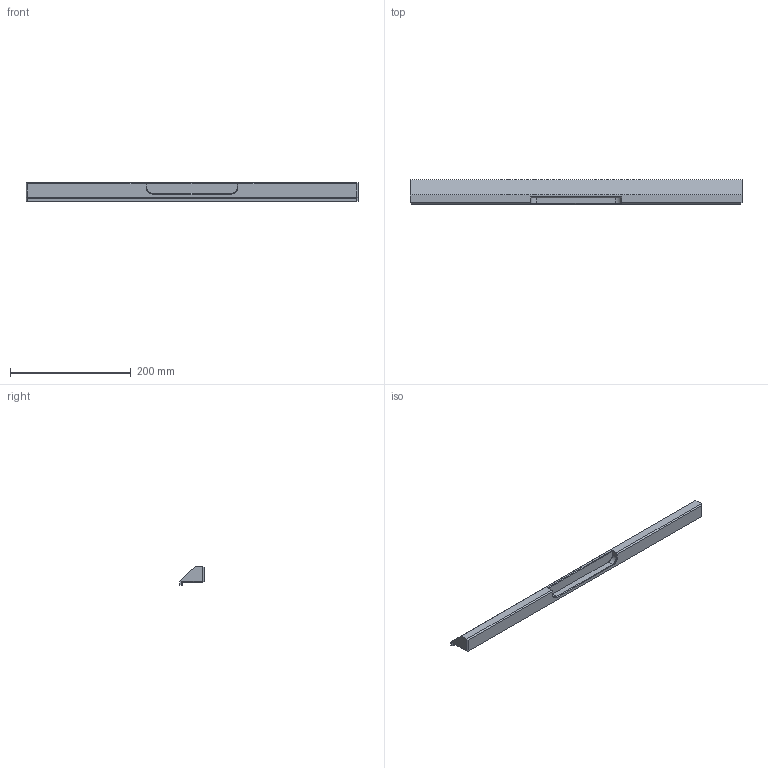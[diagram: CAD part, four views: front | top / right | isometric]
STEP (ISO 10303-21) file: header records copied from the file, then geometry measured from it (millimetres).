
FILE_DESCRIPTION(/* description */ ('AP-214 File'),/* implementation_level */ '2;1');
FILE_NAME(/* name */ 'TEFLON2',/* time_stamp */ '2020-05-30T18:29:16+02:00',/* author */ (''),/* organization */ (''),/* preprocessor_version */ 'ST-DEVELOPER v9',/* originating_system */ 'Delcam Exchange5.8.1002',/* authorisation */ '');
FILE_SCHEMA (('AUTOMOTIVE_DESIGN_CC2'));
Bounding box: 550 x 40 x 31.2 mm (x, y, z)
Surface area: 70562.1 mm2 (no closed solid volume)
Topology: 0 solids, 34 shells, 34 faces, 160 edges, 160 vertices
Faces by surface type: plane 18, bspline 16
Entity records: 1731 total; most frequent: CARTESIAN_POINT 849, ORIENTED_EDGE 160, EDGE_CURVE 160, B_SPLINE_CURVE_WITH_KNOTS 160, VERTEX_POINT 160, DIRECTION 38, STYLED_ITEM 35, ADVANCED_FACE 34
